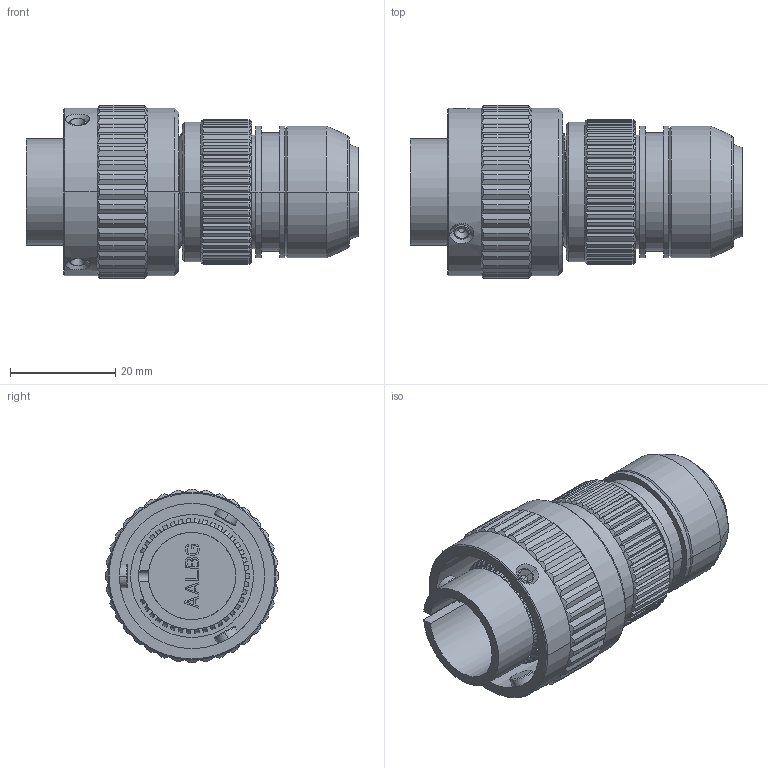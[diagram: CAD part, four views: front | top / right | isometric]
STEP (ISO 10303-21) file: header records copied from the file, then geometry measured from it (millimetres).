
FILE_DESCRIPTION((''),'2;1');
FILE_NAME('VG95234M-16_SW0001','2023-03-28T09:34:09',('paultorloting'),('NET AG system integration'),'CREO PARAMETRIC BY PTC INC, 2021404','CREO PARAMETRIC BY PTC INC, 2021404','');
FILE_SCHEMA(('AUTOMOTIVE_DESIGN { 1 0 10303 214 1 1 1 1 }'));
Products named in the file (1): VG95234M-16_SW0001
Bounding box: 63.05 x 32.91 x 32.91 mm (x, y, z)
Volume: 28206.3 mm3; surface area: 12414.9 mm2
Topology: 1 solids, 1 shells, 1193 faces, 3272 edges, 2039 vertices
Faces by surface type: bspline 530, plane 452, cylinder 145, cone 56, torus 10
Entity records: 57969 total; most frequent: CARTESIAN_POINT 28783, ORIENTED_EDGE 6532, DIRECTION 3564, EDGE_CURVE 3266, VERTEX_POINT 2039, VECTOR 1517, LINE 1517, B_SPLINE_CURVE_WITH_KNOTS 1400
